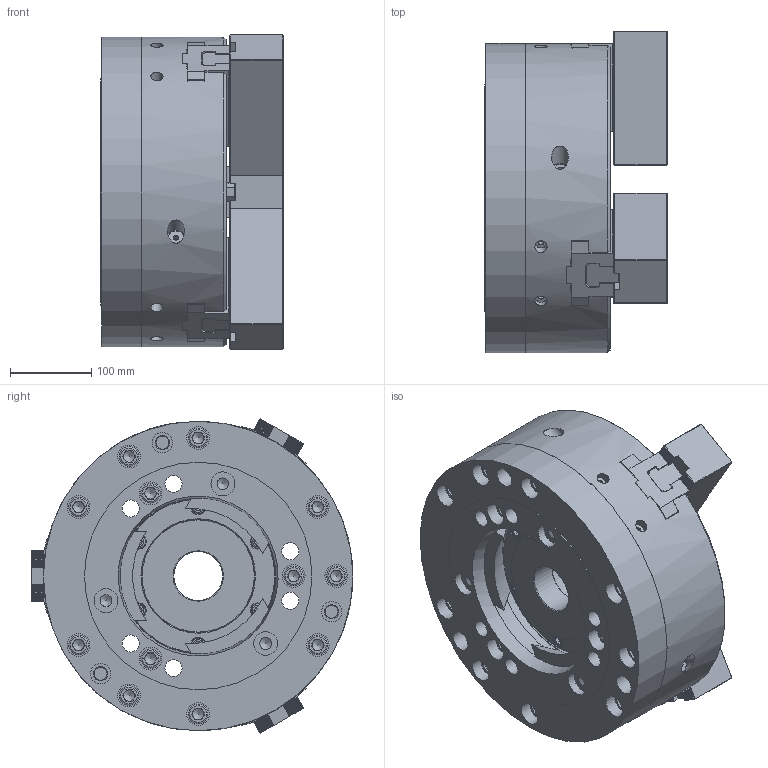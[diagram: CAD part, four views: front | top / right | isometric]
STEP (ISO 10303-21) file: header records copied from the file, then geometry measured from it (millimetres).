
FILE_DESCRIPTION(/* description */ ('Unknown'),/* implementation_level */ '2;1');
FILE_NAME(/* name */ 'HOH-15K-Solid',/* time_stamp */ '2019-08-14T14:51:46+01:00',/* author */ ('Unknown'),/* organization */ ('Unknown'),/* preprocessor_version */ 'ST-DEVELOPER v16.7',/* originating_system */ 'DEX',/* authorisation */ $);
FILE_SCHEMA (('AUTOMOTIVE_DESIGN {1 0 10303 214 3 1 1}'));
Products named in the file (1): 61P212021_HOH-15K_ASSY
Bounding box: 224.2 x 396.25 x 386.77 mm (x, y, z)
Volume: 15647839.4 mm3; surface area: 1888949.5 mm2
Topology: 54 solids, 54 shells, 5148 faces, 14377 edges, 9436 vertices
Faces by surface type: plane 4402, cylinder 432, cone 287, torus 15, sphere 12
Full cylindrical faces by diameter (mm): 3 x3, 4 x6, 5 x22, 6 x28, 6.1 x6, 6.4 x3, 6.6 x6, 8 x3, 8.5 x6, 10 x24, 11 x12, 14 x24, 15 x6, 16 x45, 17 x18, 18 x3, 19.5 x3, 20 x33, 21 x21, 24 x12, 25 x3, 28 x15, 29.4 x3, 30 x6, 32 x12, 36 x3, 43.5 x3, 60 x1, 117.5 x1, 123.5 x2
Entity records: 159383 total; most frequent: CARTESIAN_POINT 29090, ORIENTED_EDGE 27132, DIRECTION 25078, EDGE_CURVE 13566, LINE 12054, VECTOR 12054, VERTEX_POINT 9321, AXIS2_PLACEMENT_3D 6512
